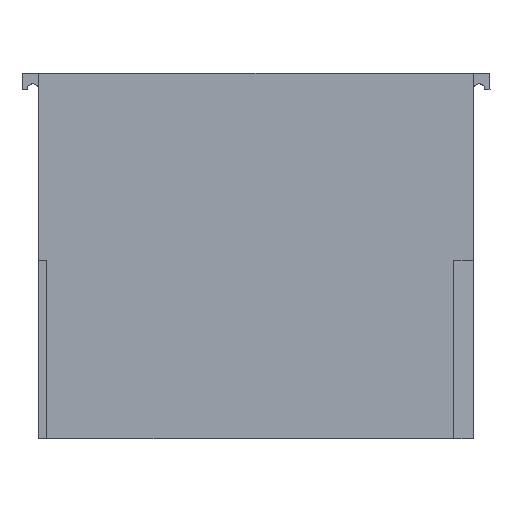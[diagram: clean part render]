
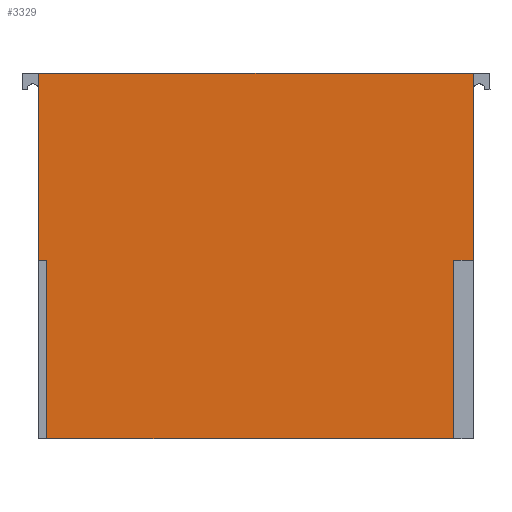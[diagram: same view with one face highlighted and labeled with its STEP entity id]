
A CAD part, front view. The second image highlights one B-rep face of the part: STEP entity #3329.
In plain terms, the highlighted planar face has unit normal (0, -1, 0).
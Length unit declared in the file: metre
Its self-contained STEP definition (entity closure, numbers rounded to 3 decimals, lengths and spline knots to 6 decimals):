
#3329=ADVANCED_FACE('',(#8567),#8568,.F.);
#8567=FACE_OUTER_BOUND('',#16193,.T.);
#8568=PLANE('',#16194);
#16193=EDGE_LOOP('',(#28196,#28197,#28198,#28199,#28200,#28201,#28202,#28203));
#16194=AXIS2_PLACEMENT_3D('',#28204,#28205,#28206);
#28196=ORIENTED_EDGE('',*,*,#49326,.F.);
#28197=ORIENTED_EDGE('',*,*,#49327,.T.);
#28198=ORIENTED_EDGE('',*,*,#49328,.T.);
#28199=ORIENTED_EDGE('',*,*,#49329,.T.);
#28200=ORIENTED_EDGE('',*,*,#49270,.F.);
#28201=ORIENTED_EDGE('',*,*,#49226,.F.);
#28202=ORIENTED_EDGE('',*,*,#49212,.T.);
#28203=ORIENTED_EDGE('',*,*,#49208,.F.);
#28204=CARTESIAN_POINT('',(0.197258,0.095313,-0.145093));
#28205=DIRECTION('',(0.,1.0,0.));
#28206=DIRECTION('',(-1.,0.0,0.));
#49208=EDGE_CURVE('',#59239,#59241,#59242,.T.);
#49212=EDGE_CURVE('',#59245,#59241,#59247,.T.);
#49226=EDGE_CURVE('',#59245,#59267,#59268,.T.);
#49270=EDGE_CURVE('',#59267,#59325,#59326,.T.);
#49326=EDGE_CURVE('',#59435,#59239,#59436,.T.);
#49327=EDGE_CURVE('',#59435,#59437,#59438,.T.);
#49328=EDGE_CURVE('',#59437,#59439,#59440,.T.);
#49329=EDGE_CURVE('',#59439,#59325,#59441,.T.);
#59239=VERTEX_POINT('',#74741);
#59241=VERTEX_POINT('',#74744);
#59242=LINE('',#74745,#74746);
#59245=VERTEX_POINT('',#74750);
#59247=LINE('',#74753,#74754);
#59267=VERTEX_POINT('',#74783);
#59268=LINE('',#74784,#74785);
#59325=VERTEX_POINT('',#74872);
#59326=LINE('',#74873,#74874);
#59435=VERTEX_POINT('',#75037);
#59436=LINE('',#75038,#75039);
#59437=VERTEX_POINT('',#75040);
#59438=LINE('',#75041,#75042);
#59439=VERTEX_POINT('',#75043);
#59440=LINE('',#75044,#75045);
#59441=LINE('',#75046,#75047);
#74741=CARTESIAN_POINT('',(0.197758,0.095313,-0.155927));
#74744=CARTESIAN_POINT('',(0.197758,0.095313,-0.145086));
#74745=CARTESIAN_POINT('',(0.197758,0.095313,-0.145093));
#74746=VECTOR('',#93945,1.0);
#74750=CARTESIAN_POINT('',(0.197258,0.095313,-0.145086));
#74753=CARTESIAN_POINT('',(0.207418,0.095313,-0.145086));
#74754=VECTOR('',#93948,1.0);
#74783=CARTESIAN_POINT('',(0.197258,0.095313,-0.133749));
#74784=CARTESIAN_POINT('',(0.197258,0.095313,-0.14509));
#74785=VECTOR('',#93958,1.0);
#74872=CARTESIAN_POINT('',(0.223653,0.095313,-0.133749));
#74873=CARTESIAN_POINT('',(0.197258,0.095313,-0.133749));
#74874=VECTOR('',#93989,1.0);
#75037=CARTESIAN_POINT('',(0.222452,0.095313,-0.155927));
#75038=CARTESIAN_POINT('',(0.218111,0.095313,-0.155927));
#75039=VECTOR('',#94044,1.0);
#75040=CARTESIAN_POINT('',(0.222452,0.095313,-0.145086));
#75041=CARTESIAN_POINT('',(0.222452,0.095313,-0.131998));
#75042=VECTOR('',#94045,1.0);
#75043=CARTESIAN_POINT('',(0.223653,0.095313,-0.145086));
#75044=CARTESIAN_POINT('',(0.202338,0.095313,-0.145086));
#75045=VECTOR('',#94046,1.0);
#75046=CARTESIAN_POINT('',(0.223653,0.095313,-0.131998));
#75047=VECTOR('',#94047,1.0);
#93945=DIRECTION('',(0.,0.,1.0));
#93948=DIRECTION('',(1.0,0.,0.));
#93958=DIRECTION('',(0.,0.,1.0));
#93989=DIRECTION('',(1.0,0.,0.));
#94044=DIRECTION('',(-1.0,0.,0.));
#94045=DIRECTION('',(0.,0.,1.0));
#94046=DIRECTION('',(1.0,0.,0.));
#94047=DIRECTION('',(0.,0.,1.0));
